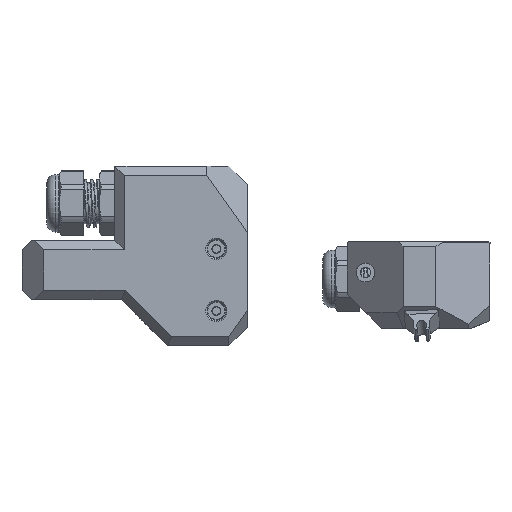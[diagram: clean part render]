
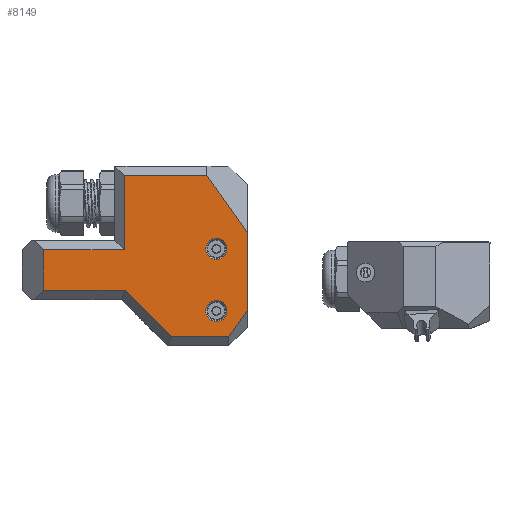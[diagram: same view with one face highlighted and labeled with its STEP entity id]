
A CAD part, top view. The second image highlights one B-rep face of the part: STEP entity #8149.
In plain terms, the highlighted planar face has unit normal (0, 0, 1).
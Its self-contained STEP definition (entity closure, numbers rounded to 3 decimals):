
#218=FACE_BOUND('',#1383,.T.);
#219=FACE_BOUND('',#1384,.T.);
#939=FACE_OUTER_BOUND('',#1382,.T.);
#1382=EDGE_LOOP('',(#6955,#6956,#6957,#6958,#6959,#6960,#6961,#6962,#6963,
#6964));
#1383=EDGE_LOOP('',(#6965));
#1384=EDGE_LOOP('',(#6966));
#1668=CIRCLE('',#8750,3.4);
#1669=CIRCLE('',#8751,3.4);
#2184=LINE('',#21708,#2885);
#2185=LINE('',#21711,#2886);
#2188=LINE('',#21717,#2889);
#2189=LINE('',#21719,#2890);
#2190=LINE('',#21721,#2891);
#2191=LINE('',#21723,#2892);
#2192=LINE('',#21725,#2893);
#2193=LINE('',#21727,#2894);
#2194=LINE('',#21729,#2895);
#2195=LINE('',#21730,#2896);
#2885=VECTOR('',#10333,10.);
#2886=VECTOR('',#10336,10.);
#2889=VECTOR('',#10341,10.);
#2890=VECTOR('',#10342,10.);
#2891=VECTOR('',#10343,10.);
#2892=VECTOR('',#10344,10.);
#2893=VECTOR('',#10345,10.);
#2894=VECTOR('',#10346,10.);
#2895=VECTOR('',#10347,10.);
#2896=VECTOR('',#10348,10.);
#3722=VERTEX_POINT('',#21701);
#3725=VERTEX_POINT('',#21706);
#3726=VERTEX_POINT('',#21710);
#3728=VERTEX_POINT('',#21716);
#3729=VERTEX_POINT('',#21718);
#3730=VERTEX_POINT('',#21720);
#3731=VERTEX_POINT('',#21722);
#3732=VERTEX_POINT('',#21724);
#3733=VERTEX_POINT('',#21726);
#3734=VERTEX_POINT('',#21728);
#3735=VERTEX_POINT('',#21731);
#3736=VERTEX_POINT('',#21733);
#4832=EDGE_CURVE('',#3725,#3722,#2184,.T.);
#4833=EDGE_CURVE('',#3722,#3726,#2185,.T.);
#4836=EDGE_CURVE('',#3728,#3725,#2188,.T.);
#4837=EDGE_CURVE('',#3729,#3728,#2189,.T.);
#4838=EDGE_CURVE('',#3730,#3729,#2190,.T.);
#4839=EDGE_CURVE('',#3730,#3731,#2191,.T.);
#4840=EDGE_CURVE('',#3732,#3731,#2192,.T.);
#4841=EDGE_CURVE('',#3733,#3732,#2193,.T.);
#4842=EDGE_CURVE('',#3733,#3734,#2194,.F.);
#4843=EDGE_CURVE('',#3726,#3734,#2195,.T.);
#4844=EDGE_CURVE('',#3735,#3735,#1668,.T.);
#4845=EDGE_CURVE('',#3736,#3736,#1669,.T.);
#6955=ORIENTED_EDGE('',*,*,#4832,.F.);
#6956=ORIENTED_EDGE('',*,*,#4836,.F.);
#6957=ORIENTED_EDGE('',*,*,#4837,.F.);
#6958=ORIENTED_EDGE('',*,*,#4838,.F.);
#6959=ORIENTED_EDGE('',*,*,#4839,.T.);
#6960=ORIENTED_EDGE('',*,*,#4840,.F.);
#6961=ORIENTED_EDGE('',*,*,#4841,.F.);
#6962=ORIENTED_EDGE('',*,*,#4842,.T.);
#6963=ORIENTED_EDGE('',*,*,#4843,.F.);
#6964=ORIENTED_EDGE('',*,*,#4833,.F.);
#6965=ORIENTED_EDGE('',*,*,#4844,.F.);
#6966=ORIENTED_EDGE('',*,*,#4845,.F.);
#7760=PLANE('',#8749);
#8149=ADVANCED_FACE('',(#939,#218,#219),#7760,.F.);
#8749=AXIS2_PLACEMENT_3D('',#21715,#10339,#10340);
#8750=AXIS2_PLACEMENT_3D('',#21732,#10349,#10350);
#8751=AXIS2_PLACEMENT_3D('',#21734,#10351,#10352);
#10333=DIRECTION('',(0.,1.,0.));
#10336=DIRECTION('',(1.,0.,0.));
#10339=DIRECTION('center_axis',(0.,0.,
-1.));
#10340=DIRECTION('ref_axis',(1.,0.,0.));
#10341=DIRECTION('',(1.,0.,0.));
#10342=DIRECTION('',(0.,1.,0.));
#10343=DIRECTION('',(-1.,0.,0.));
#10344=DIRECTION('',(0.707,-0.707,0.));
#10345=DIRECTION('',(-1.,0.,0.));
#10346=DIRECTION('',(-0.577,-0.816,0.));
#10347=DIRECTION('',(0.,-1.,0.));
#10348=DIRECTION('',(0.577,-0.816,0.));
#10349=DIRECTION('center_axis',(0.,0.,
1.));
#10350=DIRECTION('ref_axis',(-1.,0.,0.));
#10351=DIRECTION('center_axis',(0.,0.,
1.));
#10352=DIRECTION('ref_axis',(-1.,0.,0.));
#21701=CARTESIAN_POINT('',(-35.496,268.24,-1.588));
#21706=CARTESIAN_POINT('',(-35.496,244.24,-1.588));
#21708=CARTESIAN_POINT('',(-35.496,239.497,-1.588));
#21710=CARTESIAN_POINT('',(-8.857,268.24,-1.588));
#21711=CARTESIAN_POINT('',(-32.053,268.24,-1.588));
#21715=CARTESIAN_POINT('Origin',(-31.572,232.24,-1.588));
#21716=CARTESIAN_POINT('',(-61.429,244.24,-1.588));
#21717=CARTESIAN_POINT('',(-34.,244.24,-1.588));
#21718=CARTESIAN_POINT('',(-61.429,231.24,-1.588));
#21719=CARTESIAN_POINT('',(-61.429,230.24,-1.588));
#21720=CARTESIAN_POINT('',(-35.186,231.24,-1.588));
#21721=CARTESIAN_POINT('',(-34.,231.24,-1.588));
#21722=CARTESIAN_POINT('',(-20.253,216.307,-1.588));
#21723=CARTESIAN_POINT('',(-31.127,227.18,-1.588));
#21724=CARTESIAN_POINT('',(-1.786,216.307,-1.588));
#21725=CARTESIAN_POINT('',(-31.572,216.307,-1.588));
#21726=CARTESIAN_POINT('',(4.214,224.792,-1.588));
#21727=CARTESIAN_POINT('',(-1.498,216.714,-1.588));
#21728=CARTESIAN_POINT('',(4.214,249.754,-1.588));
#21729=CARTESIAN_POINT('',(4.214,235.99,-1.588));
#21730=CARTESIAN_POINT('',(-3.54,260.721,-1.588));
#21731=CARTESIAN_POINT('',(-2.386,244.54,-1.588));
#21732=CARTESIAN_POINT('Origin',(-5.786,244.54,-1.588));
#21733=CARTESIAN_POINT('',(-2.386,224.54,-1.588));
#21734=CARTESIAN_POINT('Origin',(-5.786,224.54,-1.588));
